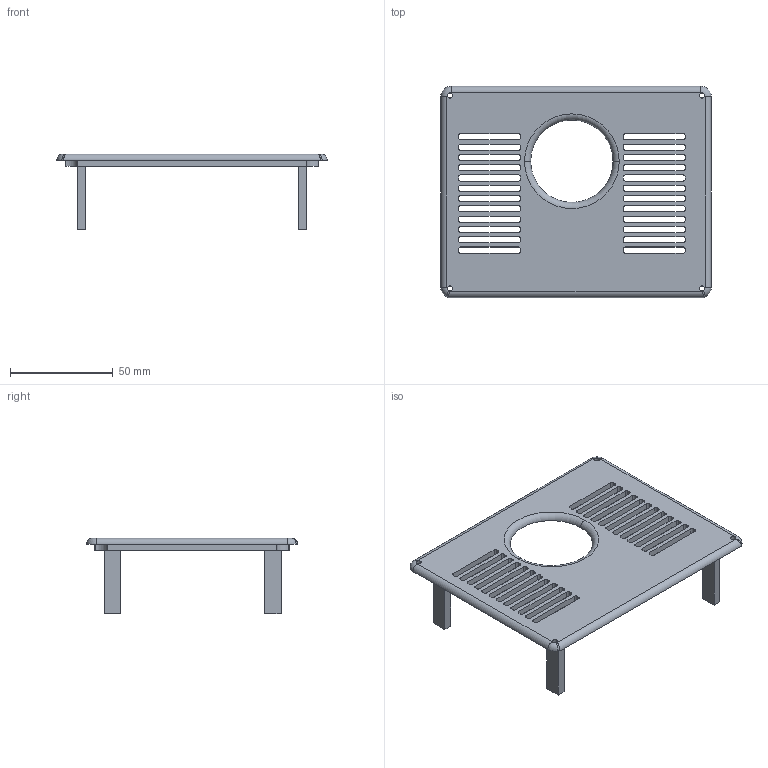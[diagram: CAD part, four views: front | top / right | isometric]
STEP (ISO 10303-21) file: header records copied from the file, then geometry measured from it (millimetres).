
FILE_DESCRIPTION (( 'STEP AP214' ), '1' );
FILE_NAME ('minipc_lid.STEP', '2025-06-13T18:46:48', ( '' ), ( '' ), 'SwSTEP 2.0', 'SolidWorks 2024', '' );
FILE_SCHEMA (( 'AUTOMOTIVE_DESIGN' ));
Length unit declared in the file: millimetre
Products named in the file (1): minipc_lid
Bounding box: 131.31 x 102.58 x 36.77 mm (x, y, z)
Volume: 37121.8 mm3; surface area: 31310.5 mm2
Topology: 1 solids, 1 shells, 274 faces, 810 edges, 536 vertices
Faces by surface type: cylinder 138, plane 128, torus 8
Entity records: 9537 total; most frequent: CARTESIAN_POINT 1879, ORIENTED_EDGE 1620, DIRECTION 1600, EDGE_CURVE 810, AXIS2_PLACEMENT_3D 545, VERTEX_POINT 536, LINE 510, VECTOR 510
